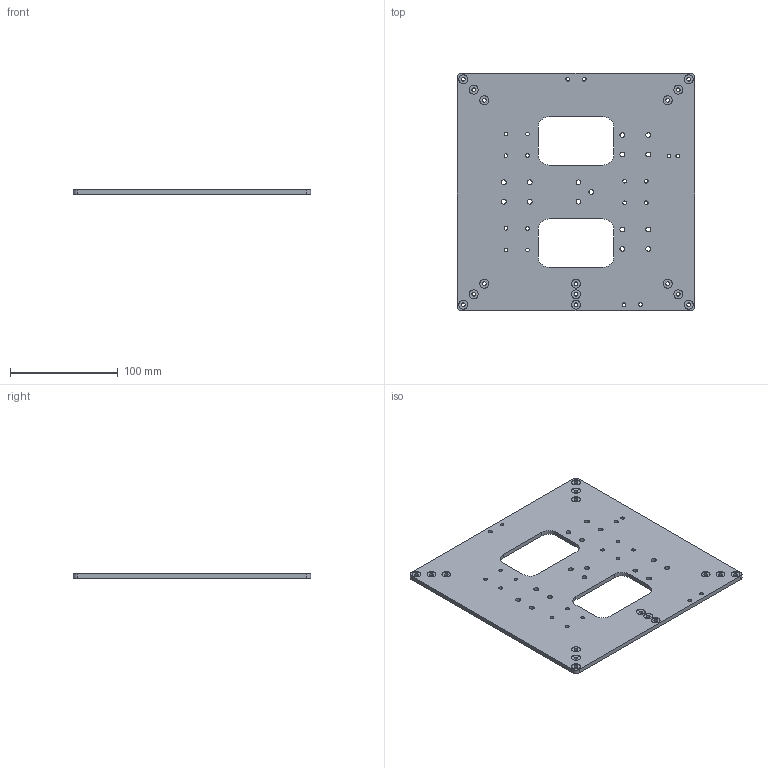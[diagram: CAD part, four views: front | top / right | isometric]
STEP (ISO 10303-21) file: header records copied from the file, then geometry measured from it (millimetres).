
FILE_DESCRIPTION(/* description */ (''),/* implementation_level */ '2;1');
FILE_NAME(/* name */ 'Y-Carriage v3.step',/* time_stamp */ '2021-12-27T21:56:51-08:00',/* author */ (''),/* organization */ (''),/* preprocessor_version */ 'ST-DEVELOPER v18.1',/* originating_system */ 'Autodesk Translation Framework v10.10.0.1391',/* authorisation */ '');
FILE_SCHEMA (('AUTOMOTIVE_DESIGN { 1 0 10303 214 3 1 1 }'));
Length unit declared in the file: millimetre
Products named in the file (1): Y-Carriage
Bounding box: 220 x 220 x 4 mm (x, y, z)
Volume: 166551.1 mm3; surface area: 91006 mm2
Topology: 1 solids, 1 shells, 104 faces, 261 edges, 174 vertices
Faces by surface type: cylinder 75, plane 29
Full cylindrical faces by diameter (mm): 3.4 x33, 4.5 x15, 8.2 x15
Entity records: 3428 total; most frequent: DIRECTION 621, CARTESIAN_POINT 540, ORIENTED_EDGE 522, EDGE_CURVE 261, AXIS2_PLACEMENT_3D 255, EDGE_LOOP 219, VERTEX_POINT 174, CIRCLE 150
